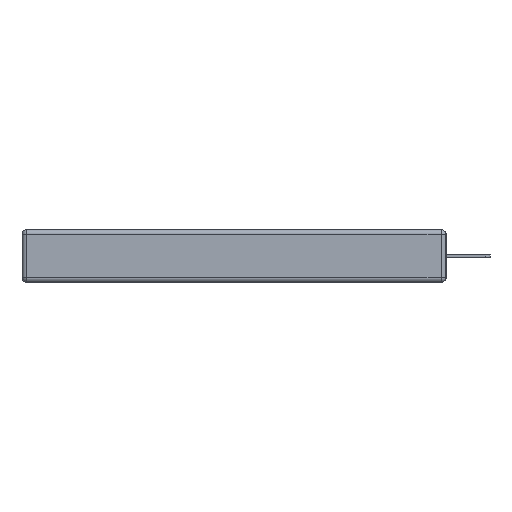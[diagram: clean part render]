
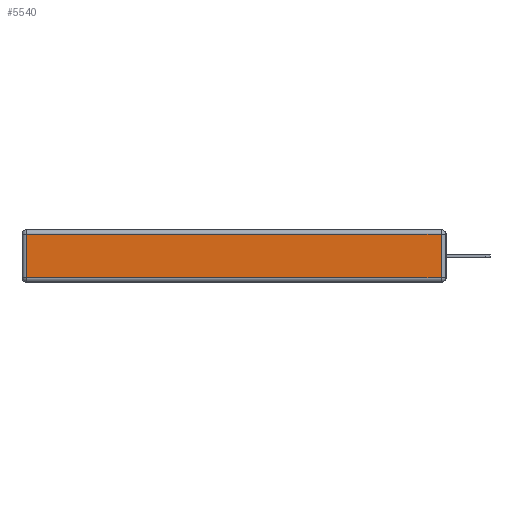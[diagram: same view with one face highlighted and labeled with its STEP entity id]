
A CAD part, left-side view. The second image highlights one B-rep face of the part: STEP entity #5540.
In plain terms, the highlighted planar face has unit normal (-1, 0, 0).
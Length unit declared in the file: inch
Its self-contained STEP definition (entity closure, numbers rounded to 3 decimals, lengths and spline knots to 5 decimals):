
#2597 = VECTOR ( 'NONE', #16905, 39.37008 ) ;
#3189 = PLANE ( 'NONE',  #15183 ) ;
#3211 = DIRECTION ( 'NONE',  ( -1., 0., 0. ) ) ;
#3852 = DIRECTION ( 'NONE',  ( 0., 0., 1. ) ) ;
#4247 = VECTOR ( 'NONE', #17425, 39.37008 ) ;
#4277 = VERTEX_POINT ( 'NONE', #6793 ) ;
#4485 = VECTOR ( 'NONE', #13768, 39.37008 ) ;
#4912 = CARTESIAN_POINT ( 'NONE',  ( 0., 2.72, -0.313 ) ) ;
#5540 = ADVANCED_FACE ( 'NONE', ( #14484 ), #3189, .T. ) ;
#5787 = VECTOR ( 'NONE', #9868, 39.37008 ) ;
#6092 = CARTESIAN_POINT ( 'NONE',  ( 0., 0., -0.343 ) ) ;
#6486 = LINE ( 'NONE', #14070, #2597 ) ;
#6793 = CARTESIAN_POINT ( 'NONE',  ( 0., 0.03, -0.313 ) ) ;
#8613 = VERTEX_POINT ( 'NONE', #4912 ) ;
#8863 = CARTESIAN_POINT ( 'NONE',  ( 0., 2.72, -0.03 ) ) ;
#9166 = ORIENTED_EDGE ( 'NONE', *, *, #9943, .T. ) ;
#9807 = EDGE_CURVE ( 'NONE', #8613, #4277, #15921, .T. ) ;
#9824 = CARTESIAN_POINT ( 'NONE',  ( 0., 0.03, -0.03 ) ) ;
#9868 = DIRECTION ( 'NONE',  ( 0., 0., -1. ) ) ;
#9943 = EDGE_CURVE ( 'NONE', #4277, #16895, #6486, .T. ) ;
#10073 = LINE ( 'NONE', #11334, #5787 ) ;
#10077 = EDGE_CURVE ( 'NONE', #16895, #13181, #15672, .T. ) ;
#10459 = ORIENTED_EDGE ( 'NONE', *, *, #9807, .T. ) ;
#11334 = CARTESIAN_POINT ( 'NONE',  ( 0., 2.72, -0.343 ) ) ;
#12238 = EDGE_LOOP ( 'NONE', ( #10459, #9166, #16938, #15436 ) ) ;
#12336 = CARTESIAN_POINT ( 'NONE',  ( 0., 0., -0.313 ) ) ;
#13181 = VERTEX_POINT ( 'NONE', #8863 ) ;
#13768 = DIRECTION ( 'NONE',  ( 0., -1., 0. ) ) ;
#14070 = CARTESIAN_POINT ( 'NONE',  ( 0., 0.03, -0.343 ) ) ;
#14484 = FACE_OUTER_BOUND ( 'NONE', #12238, .T. ) ;
#15183 = AXIS2_PLACEMENT_3D ( 'NONE', #6092, #3211, #3852 ) ;
#15436 = ORIENTED_EDGE ( 'NONE', *, *, #17447, .T. ) ;
#15672 = LINE ( 'NONE', #16038, #4247 ) ;
#15921 = LINE ( 'NONE', #12336, #4485 ) ;
#16038 = CARTESIAN_POINT ( 'NONE',  ( 0., 2.75, -0.03 ) ) ;
#16895 = VERTEX_POINT ( 'NONE', #9824 ) ;
#16905 = DIRECTION ( 'NONE',  ( 0., 0., 1. ) ) ;
#16938 = ORIENTED_EDGE ( 'NONE', *, *, #10077, .T. ) ;
#17425 = DIRECTION ( 'NONE',  ( 0., 1., 0. ) ) ;
#17447 = EDGE_CURVE ( 'NONE', #13181, #8613, #10073, .T. ) ;
